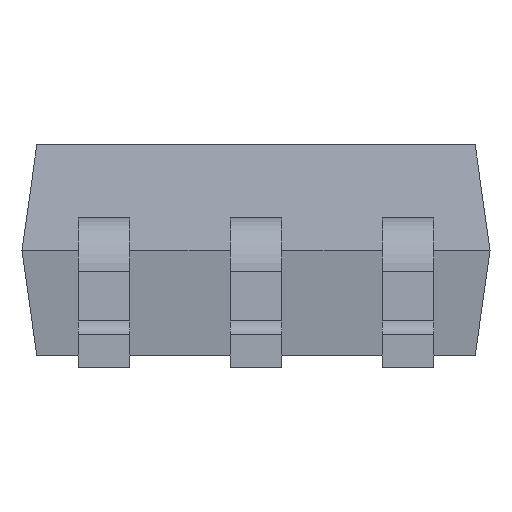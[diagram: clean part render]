
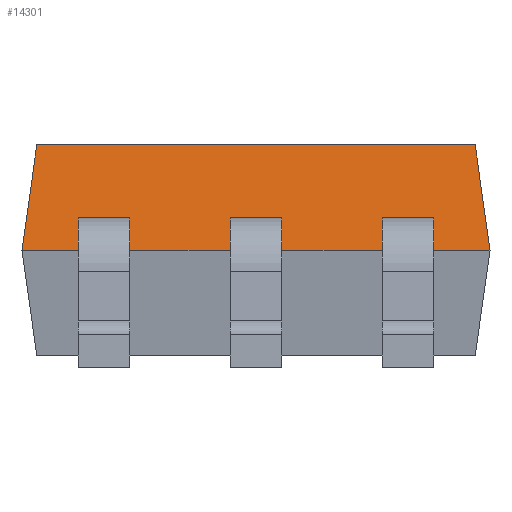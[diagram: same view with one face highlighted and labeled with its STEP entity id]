
A CAD part, front view. The second image highlights one B-rep face of the part: STEP entity #14301.
In plain terms, the highlighted planar face has unit normal (0, -0.99, 0.139).
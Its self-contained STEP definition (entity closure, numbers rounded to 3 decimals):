
#138 = VECTOR ( 'NONE', #15928, 1000. ) ;
#250 = CARTESIAN_POINT ( 'NONE',  ( -0.937, -0.562, 0.45 ) ) ;
#363 = EDGE_CURVE ( 'NONE', #13556, #1791, #12507, .T. ) ;
#380 = VERTEX_POINT ( 'NONE', #250 ) ;
#858 = EDGE_CURVE ( 'NONE', #10272, #2660, #5360, .T. ) ;
#1064 = EDGE_LOOP ( 'NONE', ( #8289, #8097, #15199, #10503, #9205, #9646, #6861, #12892, #9418, #11793, #11115, #17466, #4016, #13401, #16232, #15996 ) ) ;
#1306 = VECTOR ( 'NONE', #15067, 1000. ) ;
#1381 = LINE ( 'NONE', #16268, #12604 ) ;
#1400 = LINE ( 'NONE', #4248, #5685 ) ;
#1513 = CARTESIAN_POINT ( 'NONE',  ( -0.11, -0.605, 0.14 ) ) ;
#1589 = CARTESIAN_POINT ( 'NONE',  ( 0.11, -0.625, 0. ) ) ;
#1791 = VERTEX_POINT ( 'NONE', #8668 ) ;
#1805 = VERTEX_POINT ( 'NONE', #14077 ) ;
#1806 = CARTESIAN_POINT ( 'NONE',  ( -1., -0.625, 0. ) ) ;
#2317 = DIRECTION ( 'NONE',  ( -1., 0., 0. ) ) ;
#2440 = VECTOR ( 'NONE', #2317, 1000. ) ;
#2536 = CARTESIAN_POINT ( 'NONE',  ( 0.76, -0.625, 0. ) ) ;
#2660 = VERTEX_POINT ( 'NONE', #16550 ) ;
#3007 = LINE ( 'NONE', #4439, #1306 ) ;
#3012 = DIRECTION ( 'NONE',  ( 1., 0., 0. ) ) ;
#3068 = CARTESIAN_POINT ( 'NONE',  ( 0.54, -0.625, 0. ) ) ;
#3106 = DIRECTION ( 'NONE',  ( 0., 0.139, 0.99 ) ) ;
#3613 = EDGE_CURVE ( 'NONE', #10855, #14561, #9713, .T. ) ;
#4016 = ORIENTED_EDGE ( 'NONE', *, *, #7530, .T. ) ;
#4045 = CARTESIAN_POINT ( 'NONE',  ( 0.76, -0.605, 0.14 ) ) ;
#4121 = EDGE_CURVE ( 'NONE', #1805, #5676, #10194, .T. ) ;
#4192 = CARTESIAN_POINT ( 'NONE',  ( 0.11, -0.605, 0.14 ) ) ;
#4248 = CARTESIAN_POINT ( 'NONE',  ( -1., -0.625, 0. ) ) ;
#4329 = VECTOR ( 'NONE', #3106, 1000. ) ;
#4439 = CARTESIAN_POINT ( 'NONE',  ( 0.976, -0.601, 0.169 ) ) ;
#4459 = VECTOR ( 'NONE', #3012, 1000. ) ;
#4499 = CARTESIAN_POINT ( 'NONE',  ( 0.937, -0.562, 0.45 ) ) ;
#4532 = DIRECTION ( 'NONE',  ( 0., 0.139, 0.99 ) ) ;
#4714 = PLANE ( 'NONE',  #10420 ) ;
#4789 = CARTESIAN_POINT ( 'NONE',  ( -1., -0.625, 0. ) ) ;
#4825 = LINE ( 'NONE', #10413, #2440 ) ;
#4917 = EDGE_CURVE ( 'NONE', #7384, #6246, #5885, .T. ) ;
#4938 = VERTEX_POINT ( 'NONE', #11615 ) ;
#5121 = DIRECTION ( 'NONE',  ( 1., 0., 0. ) ) ;
#5308 = DIRECTION ( 'NONE',  ( 1., 0., 0. ) ) ;
#5360 = LINE ( 'NONE', #10533, #138 ) ;
#5676 = VERTEX_POINT ( 'NONE', #1513 ) ;
#5685 = VECTOR ( 'NONE', #5308, 1000. ) ;
#5704 = EDGE_CURVE ( 'NONE', #7384, #11008, #13060, .T. ) ;
#5885 = LINE ( 'NONE', #10197, #10783 ) ;
#6246 = VERTEX_POINT ( 'NONE', #4192 ) ;
#6658 = VECTOR ( 'NONE', #9804, 1000. ) ;
#6713 = EDGE_CURVE ( 'NONE', #380, #12384, #1381, .T. ) ;
#6861 = ORIENTED_EDGE ( 'NONE', *, *, #14452, .T. ) ;
#6997 = VECTOR ( 'NONE', #15338, 1000. ) ;
#7365 = EDGE_CURVE ( 'NONE', #12384, #11409, #3007, .T. ) ;
#7384 = VERTEX_POINT ( 'NONE', #1589 ) ;
#7447 = CARTESIAN_POINT ( 'NONE',  ( -1., -0.625, 0. ) ) ;
#7530 = EDGE_CURVE ( 'NONE', #380, #13556, #11517, .T. ) ;
#8097 = ORIENTED_EDGE ( 'NONE', *, *, #14524, .T. ) ;
#8289 = ORIENTED_EDGE ( 'NONE', *, *, #858, .F. ) ;
#8668 = CARTESIAN_POINT ( 'NONE',  ( -0.76, -0.625, 0. ) ) ;
#8780 = VECTOR ( 'NONE', #10295, 1000. ) ;
#9205 = ORIENTED_EDGE ( 'NONE', *, *, #4917, .F. ) ;
#9418 = ORIENTED_EDGE ( 'NONE', *, *, #3613, .F. ) ;
#9492 = VECTOR ( 'NONE', #10183, 1000. ) ;
#9646 = ORIENTED_EDGE ( 'NONE', *, *, #5704, .T. ) ;
#9713 = LINE ( 'NONE', #16624, #11663 ) ;
#9804 = DIRECTION ( 'NONE',  ( -1., 0., 0. ) ) ;
#10018 = CARTESIAN_POINT ( 'NONE',  ( -1., -0.625, 0. ) ) ;
#10183 = DIRECTION ( 'NONE',  ( -0.138, -0.138, -0.981 ) ) ;
#10194 = LINE ( 'NONE', #16571, #4329 ) ;
#10197 = CARTESIAN_POINT ( 'NONE',  ( 0.11, -0.625, 0. ) ) ;
#10272 = VERTEX_POINT ( 'NONE', #15221 ) ;
#10295 = DIRECTION ( 'NONE',  ( 0., 0.139, 0.99 ) ) ;
#10413 = CARTESIAN_POINT ( 'NONE',  ( 0.11, -0.605, 0.14 ) ) ;
#10420 = AXIS2_PLACEMENT_3D ( 'NONE', #10018, #12791, #15522 ) ;
#10432 = VECTOR ( 'NONE', #5121, 1000. ) ;
#10503 = ORIENTED_EDGE ( 'NONE', *, *, #16339, .F. ) ;
#10533 = CARTESIAN_POINT ( 'NONE',  ( -0.54, -0.625, 0. ) ) ;
#10635 = EDGE_CURVE ( 'NONE', #10855, #11409, #1400, .T. ) ;
#10703 = LINE ( 'NONE', #16021, #10432 ) ;
#10783 = VECTOR ( 'NONE', #4532, 1000. ) ;
#10855 = VERTEX_POINT ( 'NONE', #2536 ) ;
#10961 = LINE ( 'NONE', #15230, #6658 ) ;
#11008 = VERTEX_POINT ( 'NONE', #3068 ) ;
#11052 = DIRECTION ( 'NONE',  ( 1., 0., 0. ) ) ;
#11115 = ORIENTED_EDGE ( 'NONE', *, *, #7365, .F. ) ;
#11180 = VECTOR ( 'NONE', #15418, 1000. ) ;
#11409 = VERTEX_POINT ( 'NONE', #14171 ) ;
#11432 = FACE_OUTER_BOUND ( 'NONE', #1064, .T. ) ;
#11517 = LINE ( 'NONE', #4789, #9492 ) ;
#11615 = CARTESIAN_POINT ( 'NONE',  ( -0.76, -0.605, 0.14 ) ) ;
#11663 = VECTOR ( 'NONE', #16718, 1000. ) ;
#11793 = ORIENTED_EDGE ( 'NONE', *, *, #10635, .T. ) ;
#12384 = VERTEX_POINT ( 'NONE', #4499 ) ;
#12408 = CARTESIAN_POINT ( 'NONE',  ( -1., -0.625, 0. ) ) ;
#12507 = LINE ( 'NONE', #12408, #4459 ) ;
#12604 = VECTOR ( 'NONE', #11052, 1000. ) ;
#12680 = CARTESIAN_POINT ( 'NONE',  ( 0.54, -0.625, 0. ) ) ;
#12791 = DIRECTION ( 'NONE',  ( 0., -0.99, 0.139 ) ) ;
#12892 = ORIENTED_EDGE ( 'NONE', *, *, #15379, .F. ) ;
#12944 = CARTESIAN_POINT ( 'NONE',  ( -0.54, -0.605, 0.14 ) ) ;
#12968 = CARTESIAN_POINT ( 'NONE',  ( -0.76, -0.625, 0. ) ) ;
#13060 = LINE ( 'NONE', #7447, #14639 ) ;
#13401 = ORIENTED_EDGE ( 'NONE', *, *, #363, .T. ) ;
#13556 = VERTEX_POINT ( 'NONE', #1806 ) ;
#14077 = CARTESIAN_POINT ( 'NONE',  ( -0.11, -0.625, 0. ) ) ;
#14171 = CARTESIAN_POINT ( 'NONE',  ( 1., -0.625, 0. ) ) ;
#14301 = ADVANCED_FACE ( 'NONE', ( #11432 ), #4714, .T. ) ;
#14452 = EDGE_CURVE ( 'NONE', #11008, #15844, #16638, .T. ) ;
#14524 = EDGE_CURVE ( 'NONE', #10272, #1805, #10703, .T. ) ;
#14534 = LINE ( 'NONE', #12968, #8780 ) ;
#14561 = VERTEX_POINT ( 'NONE', #4045 ) ;
#14639 = VECTOR ( 'NONE', #15624, 1000. ) ;
#14652 = CARTESIAN_POINT ( 'NONE',  ( 0.54, -0.605, 0.14 ) ) ;
#15067 = DIRECTION ( 'NONE',  ( 0.138, -0.138, -0.981 ) ) ;
#15199 = ORIENTED_EDGE ( 'NONE', *, *, #4121, .T. ) ;
#15221 = CARTESIAN_POINT ( 'NONE',  ( -0.54, -0.625, 0. ) ) ;
#15227 = EDGE_CURVE ( 'NONE', #2660, #4938, #16985, .T. ) ;
#15230 = CARTESIAN_POINT ( 'NONE',  ( 0.76, -0.605, 0.14 ) ) ;
#15338 = DIRECTION ( 'NONE',  ( 0., 0.139, 0.99 ) ) ;
#15379 = EDGE_CURVE ( 'NONE', #14561, #15844, #10961, .T. ) ;
#15418 = DIRECTION ( 'NONE',  ( -1., 0., 0. ) ) ;
#15522 = DIRECTION ( 'NONE',  ( 0., -0.139, -0.99 ) ) ;
#15624 = DIRECTION ( 'NONE',  ( 1., 0., 0. ) ) ;
#15844 = VERTEX_POINT ( 'NONE', #14652 ) ;
#15928 = DIRECTION ( 'NONE',  ( 0., 0.139, 0.99 ) ) ;
#15996 = ORIENTED_EDGE ( 'NONE', *, *, #15227, .F. ) ;
#16021 = CARTESIAN_POINT ( 'NONE',  ( -1., -0.625, 0. ) ) ;
#16232 = ORIENTED_EDGE ( 'NONE', *, *, #17424, .T. ) ;
#16268 = CARTESIAN_POINT ( 'NONE',  ( -1., -0.562, 0.45 ) ) ;
#16339 = EDGE_CURVE ( 'NONE', #6246, #5676, #4825, .T. ) ;
#16550 = CARTESIAN_POINT ( 'NONE',  ( -0.54, -0.605, 0.14 ) ) ;
#16571 = CARTESIAN_POINT ( 'NONE',  ( -0.11, -0.625, 0. ) ) ;
#16624 = CARTESIAN_POINT ( 'NONE',  ( 0.76, -0.625, 0. ) ) ;
#16638 = LINE ( 'NONE', #12680, #6997 ) ;
#16718 = DIRECTION ( 'NONE',  ( 0., 0.139, 0.99 ) ) ;
#16985 = LINE ( 'NONE', #12944, #11180 ) ;
#17424 = EDGE_CURVE ( 'NONE', #1791, #4938, #14534, .T. ) ;
#17466 = ORIENTED_EDGE ( 'NONE', *, *, #6713, .F. ) ;
